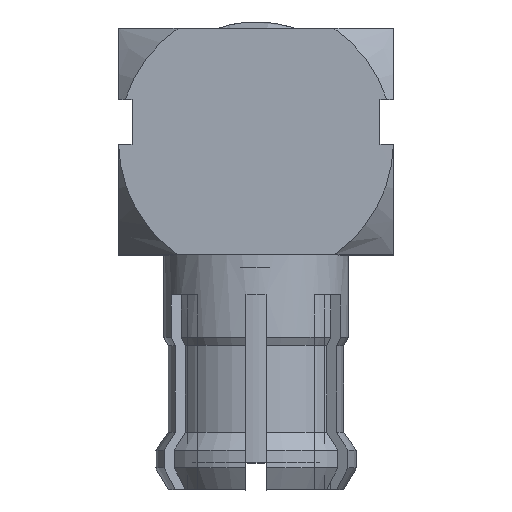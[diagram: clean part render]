
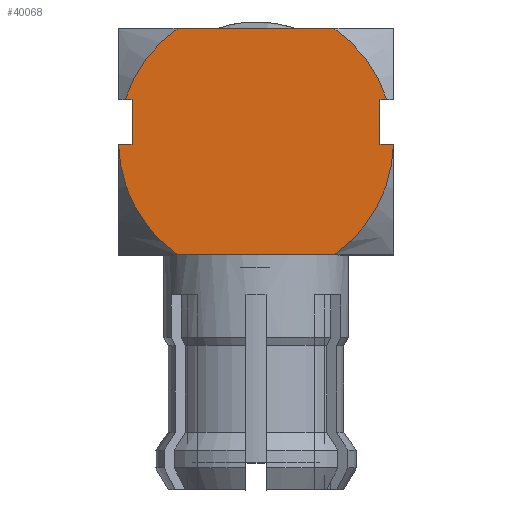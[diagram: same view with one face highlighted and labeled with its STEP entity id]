
A CAD part, top view. The second image highlights one B-rep face of the part: STEP entity #40068.
In plain terms, the highlighted face is planar.
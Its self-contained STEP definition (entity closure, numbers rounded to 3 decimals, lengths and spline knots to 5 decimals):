
#934 = CARTESIAN_POINT ( 'NONE',  ( -0.1056, 0.1653, 0. ) ) ;
#1103 = DIRECTION ( 'NONE',  ( 0., 0., -1. ) ) ;
#1400 = VECTOR ( 'NONE', #29559, 39.37008 ) ;
#2316 = DIRECTION ( 'NONE',  ( 0., 0., -1. ) ) ;
#2666 = VERTEX_POINT ( 'NONE', #71394 ) ;
#2802 = VERTEX_POINT ( 'NONE', #91906 ) ;
#3352 = FACE_OUTER_BOUND ( 'NONE', #83904, .T. ) ;
#5016 = VERTEX_POINT ( 'NONE', #74101 ) ;
#7747 = EDGE_CURVE ( 'NONE', #5016, #58627, #38905, .T. ) ;
#8126 = DIRECTION ( 'NONE',  ( -1., 0., 0. ) ) ;
#8701 = CARTESIAN_POINT ( 'NONE',  ( -0.1056, 0.1968, 0.09701 ) ) ;
#8982 = AXIS2_PLACEMENT_3D ( 'NONE', #16430, #8126, #54428 ) ;
#10369 = DIRECTION ( 'NONE',  ( 1., 0., 0. ) ) ;
#10630 = CARTESIAN_POINT ( 'NONE',  ( -0.1056, 0.0813, 0.102 ) ) ;
#11258 = LINE ( 'NONE', #41946, #99194 ) ;
#11913 = LINE ( 'NONE', #69061, #1400 ) ;
#16430 = CARTESIAN_POINT ( 'NONE',  ( -0.1056, 0.1653, 0. ) ) ;
#17013 = CARTESIAN_POINT ( 'NONE',  ( -0.1056, 0.0813, 0.05786 ) ) ;
#17028 = CARTESIAN_POINT ( 'NONE',  ( -0.1056, 0.1968, 0.102 ) ) ;
#19110 = VERTEX_POINT ( 'NONE', #52331 ) ;
#19939 = LINE ( 'NONE', #66233, #68040 ) ;
#20787 = ORIENTED_EDGE ( 'NONE', *, *, #66798, .F. ) ;
#23980 = CARTESIAN_POINT ( 'NONE',  ( -0.1056, 0.1653, 0. ) ) ;
#24800 = LINE ( 'NONE', #17028, #32339 ) ;
#25694 = VERTEX_POINT ( 'NONE', #27905 ) ;
#26568 = EDGE_CURVE ( 'NONE', #96631, #2666, #43859, .T. ) ;
#26852 = DIRECTION ( 'NONE',  ( 0., 0., -1. ) ) ;
#27905 = CARTESIAN_POINT ( 'NONE',  ( -0.1056, 0.1968, -0.09701 ) ) ;
#28529 = DIRECTION ( 'NONE',  ( 0., -1., 0. ) ) ;
#29559 = DIRECTION ( 'NONE',  ( 0., 0., -1. ) ) ;
#31816 = EDGE_CURVE ( 'NONE', #2666, #2802, #96121, .T. ) ;
#32039 = EDGE_CURVE ( 'NONE', #65896, #37520, #73814, .T. ) ;
#32111 = DIRECTION ( 'NONE',  ( 0., 0., 1. ) ) ;
#32339 = VECTOR ( 'NONE', #32111, 39.37008 ) ;
#33169 = DIRECTION ( 'NONE',  ( 1., 0., 0. ) ) ;
#35322 = DIRECTION ( 'NONE',  ( 0., 0., -1. ) ) ;
#35326 = ORIENTED_EDGE ( 'NONE', *, *, #26568, .T. ) ;
#35680 = AXIS2_PLACEMENT_3D ( 'NONE', #10630, #59486, #98408 ) ;
#36852 = LINE ( 'NONE', #92920, #98904 ) ;
#37520 = VERTEX_POINT ( 'NONE', #17013 ) ;
#38861 = ORIENTED_EDGE ( 'NONE', *, *, #31816, .T. ) ;
#38905 = LINE ( 'NONE', #39935, #58340 ) ;
#39603 = EDGE_CURVE ( 'NONE', #89542, #96631, #24800, .T. ) ;
#39935 = CARTESIAN_POINT ( 'NONE',  ( -0.1056, 0.1634, 0.102 ) ) ;
#40068 = ADVANCED_FACE ( 'NONE', ( #3352 ), #81340, .F. ) ;
#40641 = DIRECTION ( 'NONE',  ( 1., 0., 0. ) ) ;
#41946 = CARTESIAN_POINT ( 'NONE',  ( -0.1056, 0.0813, 0.092 ) ) ;
#42493 = ORIENTED_EDGE ( 'NONE', *, *, #39603, .T. ) ;
#43859 = CIRCLE ( 'NONE', #8982, 0.102 ) ;
#44455 = DIRECTION ( 'NONE',  ( 0., 0., -1. ) ) ;
#47091 = CARTESIAN_POINT ( 'NONE',  ( -0.1056, 0.0813, -0.05786 ) ) ;
#47699 = CIRCLE ( 'NONE', #99127, 0.102 ) ;
#48158 = ORIENTED_EDGE ( 'NONE', *, *, #94074, .T. ) ;
#49634 = EDGE_CURVE ( 'NONE', #19110, #58627, #36852, .T. ) ;
#52331 = CARTESIAN_POINT ( 'NONE',  ( -0.1056, 0.1968, -0.092 ) ) ;
#53050 = ORIENTED_EDGE ( 'NONE', *, *, #7747, .F. ) ;
#53860 = CARTESIAN_POINT ( 'NONE',  ( -0.1056, 0.1634, 0.092 ) ) ;
#54428 = DIRECTION ( 'NONE',  ( 0., 0., 1. ) ) ;
#58340 = VECTOR ( 'NONE', #71620, 39.37008 ) ;
#58523 = EDGE_CURVE ( 'NONE', #25694, #2802, #47699, .T. ) ;
#58627 = VERTEX_POINT ( 'NONE', #88220 ) ;
#59486 = DIRECTION ( 'NONE',  ( 1., 0., 0. ) ) ;
#64990 = DIRECTION ( 'NONE',  ( 0., 0., -1. ) ) ;
#65878 = VERTEX_POINT ( 'NONE', #53860 ) ;
#65896 = VERTEX_POINT ( 'NONE', #85528 ) ;
#66233 = CARTESIAN_POINT ( 'NONE',  ( -0.1056, 0.1968, 0.102 ) ) ;
#66798 = EDGE_CURVE ( 'NONE', #37520, #75110, #11913, .T. ) ;
#66979 = CIRCLE ( 'NONE', #78790, 0.102 ) ;
#68040 = VECTOR ( 'NONE', #2316, 39.37008 ) ;
#68668 = ORIENTED_EDGE ( 'NONE', *, *, #58523, .F. ) ;
#69061 = CARTESIAN_POINT ( 'NONE',  ( -0.1056, 0.0813, 0.102 ) ) ;
#71394 = CARTESIAN_POINT ( 'NONE',  ( -0.1056, 0.2493, 0.05786 ) ) ;
#71620 = DIRECTION ( 'NONE',  ( 0., 0., 1. ) ) ;
#73621 = ORIENTED_EDGE ( 'NONE', *, *, #101318, .F. ) ;
#73646 = DIRECTION ( 'NONE',  ( 0., 1., 0. ) ) ;
#73814 = CIRCLE ( 'NONE', #93760, 0.102 ) ;
#74028 = VECTOR ( 'NONE', #44455, 39.37008 ) ;
#74101 = CARTESIAN_POINT ( 'NONE',  ( -0.10559, 0.1634, -0.10199 ) ) ;
#75110 = VERTEX_POINT ( 'NONE', #47091 ) ;
#75242 = ORIENTED_EDGE ( 'NONE', *, *, #79876, .F. ) ;
#77183 = VECTOR ( 'NONE', #64990, 39.37008 ) ;
#78790 = AXIS2_PLACEMENT_3D ( 'NONE', #23980, #40641, #1103 ) ;
#79876 = EDGE_CURVE ( 'NONE', #19110, #25694, #19939, .T. ) ;
#81340 = PLANE ( 'NONE',  #35680 ) ;
#82452 = EDGE_CURVE ( 'NONE', #65896, #65878, #99484, .T. ) ;
#83904 = EDGE_LOOP ( 'NONE', ( #75242, #96599, #53050, #73621, #20787, #100209, #88391, #48158, #42493, #35326, #38861, #68668 ) ) ;
#85528 = CARTESIAN_POINT ( 'NONE',  ( -0.10559, 0.1634, 0.10199 ) ) ;
#88220 = CARTESIAN_POINT ( 'NONE',  ( -0.1056, 0.1634, -0.092 ) ) ;
#88391 = ORIENTED_EDGE ( 'NONE', *, *, #82452, .T. ) ;
#89542 = VERTEX_POINT ( 'NONE', #92563 ) ;
#89850 = CARTESIAN_POINT ( 'NONE',  ( -0.1056, 0.1653, 0. ) ) ;
#91906 = CARTESIAN_POINT ( 'NONE',  ( -0.1056, 0.2493, -0.05786 ) ) ;
#92563 = CARTESIAN_POINT ( 'NONE',  ( -0.1056, 0.1968, 0.092 ) ) ;
#92920 = CARTESIAN_POINT ( 'NONE',  ( -0.1056, 0.0813, -0.092 ) ) ;
#93760 = AXIS2_PLACEMENT_3D ( 'NONE', #934, #33169, #26852 ) ;
#94074 = EDGE_CURVE ( 'NONE', #65878, #89542, #11258, .T. ) ;
#96121 = LINE ( 'NONE', #97147, #77183 ) ;
#96599 = ORIENTED_EDGE ( 'NONE', *, *, #49634, .T. ) ;
#96631 = VERTEX_POINT ( 'NONE', #8701 ) ;
#97147 = CARTESIAN_POINT ( 'NONE',  ( -0.1056, 0.2493, 0.102 ) ) ;
#98408 = DIRECTION ( 'NONE',  ( 0., 0., -1. ) ) ;
#98904 = VECTOR ( 'NONE', #28529, 39.37008 ) ;
#99127 = AXIS2_PLACEMENT_3D ( 'NONE', #89850, #10369, #35322 ) ;
#99194 = VECTOR ( 'NONE', #73646, 39.37008 ) ;
#99484 = LINE ( 'NONE', #100519, #74028 ) ;
#100209 = ORIENTED_EDGE ( 'NONE', *, *, #32039, .F. ) ;
#100519 = CARTESIAN_POINT ( 'NONE',  ( -0.1056, 0.1634, 0.102 ) ) ;
#101318 = EDGE_CURVE ( 'NONE', #75110, #5016, #66979, .T. ) ;
